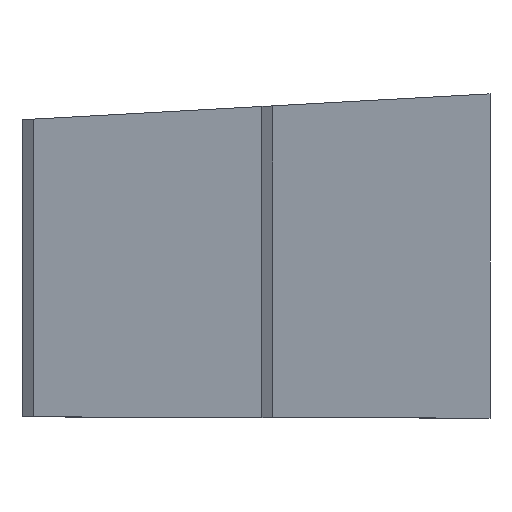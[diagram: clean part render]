
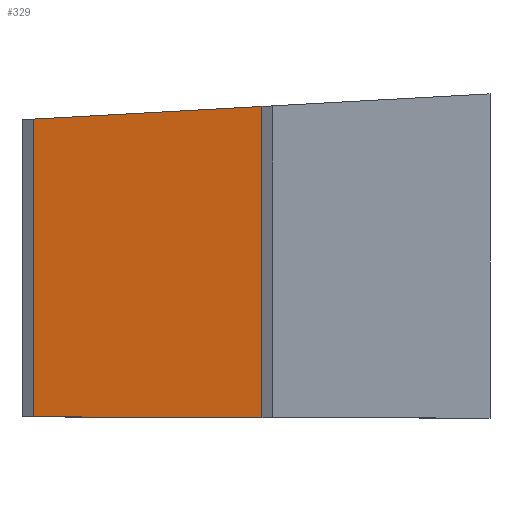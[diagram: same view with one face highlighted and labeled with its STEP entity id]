
A CAD part, top view. The second image highlights one B-rep face of the part: STEP entity #329.
In plain terms, the highlighted planar face has unit normal (0.851, 0, 0.526).
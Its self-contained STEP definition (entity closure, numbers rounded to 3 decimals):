
#58 = PLANE('',#59);
#59 = AXIS2_PLACEMENT_3D('',#60,#61,#62);
#60 = CARTESIAN_POINT('',(4.895,-84.046,0.));
#61 = DIRECTION('',(0.058,-0.998,0.));
#62 = DIRECTION('',(0.,0.,-1.));
#84 = PLANE('',#85);
#85 = AXIS2_PLACEMENT_3D('',#86,#87,#88);
#86 = CARTESIAN_POINT('',(-6932.039,-20.197,
    -9874.187));
#87 = DIRECTION('',(0.609,0.,-0.794));
#88 = DIRECTION('',(0.,-1.,0.));
#110 = PLANE('',#111);
#111 = AXIS2_PLACEMENT_3D('',#112,#113,#114);
#112 = CARTESIAN_POINT('',(0.,0.,-7500.));
#113 = DIRECTION('',(0.,-1.,-0.));
#114 = DIRECTION('',(1.,0.,0.));
#134 = PLANE('',#135);
#135 = AXIS2_PLACEMENT_3D('',#136,#137,#138);
#136 = CARTESIAN_POINT('',(11363.495,22.278,
    3181.432));
#137 = DIRECTION('',(-0.526,0.,0.851));
#138 = DIRECTION('',(0.851,0.,0.526));
#149 = VERTEX_POINT('',#150);
#150 = CARTESIAN_POINT('',(12107.488,620.85,
    3641.25));
#169 = EDGE_CURVE('',#149,#170,#172,.T.);
#170 = VERTEX_POINT('',#171);
#171 = CARTESIAN_POINT('',(11652.367,594.342,
    4377.643));
#172 = SURFACE_CURVE('',#173,(#177,#183),.PCURVE_S1.);
#173 = LINE('',#174,#175);
#174 = CARTESIAN_POINT('',(9520.707,470.187,
    7826.706));
#175 = VECTOR('',#176,1.);
#176 = DIRECTION('',(-0.525,-0.031,0.85)
  );
#177 = PCURVE('',#58,#178);
#178 = DEFINITIONAL_REPRESENTATION('',(#179),#182);
#179 = B_SPLINE_CURVE_WITH_KNOTS('',1,(#180,#181),.UNSPECIFIED.,.F.,.F.,
  (2,2),(-6184.267,-3800.204),
  .PIECEWISE_BEZIER_KNOTS.);
#180 = CARTESIAN_POINT('',(-2568.534,12787.208));
#181 = CARTESIAN_POINT('',(-4595.583,11532.287));
#182 = ( GEOMETRIC_REPRESENTATION_CONTEXT(2) 
PARAMETRIC_REPRESENTATION_CONTEXT() REPRESENTATION_CONTEXT('2D SPACE',''
  ) );
#183 = PCURVE('',#184,#189);
#184 = PLANE('',#185);
#185 = AXIS2_PLACEMENT_3D('',#186,#187,#188);
#186 = CARTESIAN_POINT('',(8667.846,-45.2,
    9206.649));
#187 = DIRECTION('',(0.851,0.,0.526));
#188 = DIRECTION('',(0.,-1.,0.));
#189 = DEFINITIONAL_REPRESENTATION('',(#190),#193);
#190 = B_SPLINE_CURVE_WITH_KNOTS('',1,(#191,#192),.UNSPECIFIED.,.F.,.F.,
  (2,2),(-6184.267,-3800.204),
  .PIECEWISE_BEZIER_KNOTS.);
#191 = CARTESIAN_POINT('',(-704.664,7803.595));
#192 = CARTESIAN_POINT('',(-631.697,5420.649));
#193 = ( GEOMETRIC_REPRESENTATION_CONTEXT(2) 
PARAMETRIC_REPRESENTATION_CONTEXT() REPRESENTATION_CONTEXT('2D SPACE',''
  ) );
#218 = EDGE_CURVE('',#149,#219,#221,.T.);
#219 = VERTEX_POINT('',#220);
#220 = CARTESIAN_POINT('',(12107.488,0.,3641.25));
#221 = SURFACE_CURVE('',#222,(#226,#232),.PCURVE_S1.);
#222 = LINE('',#223,#224);
#223 = CARTESIAN_POINT('',(12107.488,-11.461,
    3641.25));
#224 = VECTOR('',#225,1.);
#225 = DIRECTION('',(0.,-1.,0.));
#226 = PCURVE('',#134,#227);
#227 = DEFINITIONAL_REPRESENTATION('',(#228),#231);
#228 = B_SPLINE_CURVE_WITH_KNOTS('',1,(#229,#230),.UNSPECIFIED.,.F.,.F.,
  (2,2),(-770.704,641.355),.PIECEWISE_BEZIER_KNOTS.);
#229 = CARTESIAN_POINT('',(874.619,736.965));
#230 = CARTESIAN_POINT('',(874.619,-675.094));
#231 = ( GEOMETRIC_REPRESENTATION_CONTEXT(2) 
PARAMETRIC_REPRESENTATION_CONTEXT() REPRESENTATION_CONTEXT('2D SPACE',''
  ) );
#232 = PCURVE('',#184,#233);
#233 = DEFINITIONAL_REPRESENTATION('',(#234),#237);
#234 = B_SPLINE_CURVE_WITH_KNOTS('',1,(#235,#236),.UNSPECIFIED.,.F.,.F.,
  (2,2),(-770.704,641.355),.PIECEWISE_BEZIER_KNOTS.);
#235 = CARTESIAN_POINT('',(-804.443,6542.538));
#236 = CARTESIAN_POINT('',(607.616,6542.538));
#237 = ( GEOMETRIC_REPRESENTATION_CONTEXT(2) 
PARAMETRIC_REPRESENTATION_CONTEXT() REPRESENTATION_CONTEXT('2D SPACE',''
  ) );
#264 = VERTEX_POINT('',#265);
#265 = CARTESIAN_POINT('',(11652.367,0.,4377.643));
#286 = EDGE_CURVE('',#264,#219,#287,.T.);
#287 = SURFACE_CURVE('',#288,(#292,#298),.PCURVE_S1.);
#288 = LINE('',#289,#290);
#289 = CARTESIAN_POINT('',(11205.699,0.,5100.36));
#290 = VECTOR('',#291,1.);
#291 = DIRECTION('',(0.526,0.,-0.851));
#292 = PCURVE('',#110,#293);
#293 = DEFINITIONAL_REPRESENTATION('',(#294),#297);
#294 = B_SPLINE_CURVE_WITH_KNOTS('',1,(#295,#296),.UNSPECIFIED.,.F.,.F.,
  (2,2),(763.039,1801.86),.PIECEWISE_BEZIER_KNOTS.);
#295 = CARTESIAN_POINT('',(11606.855,11951.282));
#296 = CARTESIAN_POINT('',(12153.,11067.61));
#297 = ( GEOMETRIC_REPRESENTATION_CONTEXT(2) 
PARAMETRIC_REPRESENTATION_CONTEXT() REPRESENTATION_CONTEXT('2D SPACE',''
  ) );
#298 = PCURVE('',#184,#299);
#299 = DEFINITIONAL_REPRESENTATION('',(#300),#303);
#300 = B_SPLINE_CURVE_WITH_KNOTS('',1,(#301,#302),.UNSPECIFIED.,.F.,.F.,
  (2,2),(763.039,1801.86),.PIECEWISE_BEZIER_KNOTS.);
#301 = CARTESIAN_POINT('',(-45.2,5590.285));
#302 = CARTESIAN_POINT('',(-45.2,6629.106));
#303 = ( GEOMETRIC_REPRESENTATION_CONTEXT(2) 
PARAMETRIC_REPRESENTATION_CONTEXT() REPRESENTATION_CONTEXT('2D SPACE',''
  ) );
#309 = EDGE_CURVE('',#170,#264,#310,.T.);
#310 = SURFACE_CURVE('',#311,(#315,#321),.PCURVE_S1.);
#311 = LINE('',#312,#313);
#312 = CARTESIAN_POINT('',(11652.367,-32.698,
    4377.643));
#313 = VECTOR('',#314,1.);
#314 = DIRECTION('',(0.,-1.,0.));
#315 = PCURVE('',#84,#316);
#316 = DEFINITIONAL_REPRESENTATION('',(#317),#320);
#317 = B_SPLINE_CURVE_WITH_KNOTS('',1,(#318,#319),.UNSPECIFIED.,.F.,.F.,
  (2,2),(-742.491,615.049),.PIECEWISE_BEZIER_KNOTS.);
#318 = CARTESIAN_POINT('',(-729.99,-23419.966));
#319 = CARTESIAN_POINT('',(627.55,-23419.966));
#320 = ( GEOMETRIC_REPRESENTATION_CONTEXT(2) 
PARAMETRIC_REPRESENTATION_CONTEXT() REPRESENTATION_CONTEXT('2D SPACE',''
  ) );
#321 = PCURVE('',#184,#322);
#322 = DEFINITIONAL_REPRESENTATION('',(#323),#326);
#323 = B_SPLINE_CURVE_WITH_KNOTS('',1,(#324,#325),.UNSPECIFIED.,.F.,.F.,
  (2,2),(-742.491,615.049),.PIECEWISE_BEZIER_KNOTS.);
#324 = CARTESIAN_POINT('',(-754.993,5676.854));
#325 = CARTESIAN_POINT('',(602.547,5676.854));
#326 = ( GEOMETRIC_REPRESENTATION_CONTEXT(2) 
PARAMETRIC_REPRESENTATION_CONTEXT() REPRESENTATION_CONTEXT('2D SPACE',''
  ) );
#329 = ADVANCED_FACE('',(#330),#184,.T.);
#330 = FACE_BOUND('',#331,.T.);
#331 = EDGE_LOOP('',(#332,#333,#334,#335));
#332 = ORIENTED_EDGE('',*,*,#218,.F.);
#333 = ORIENTED_EDGE('',*,*,#169,.T.);
#334 = ORIENTED_EDGE('',*,*,#309,.T.);
#335 = ORIENTED_EDGE('',*,*,#286,.T.);
